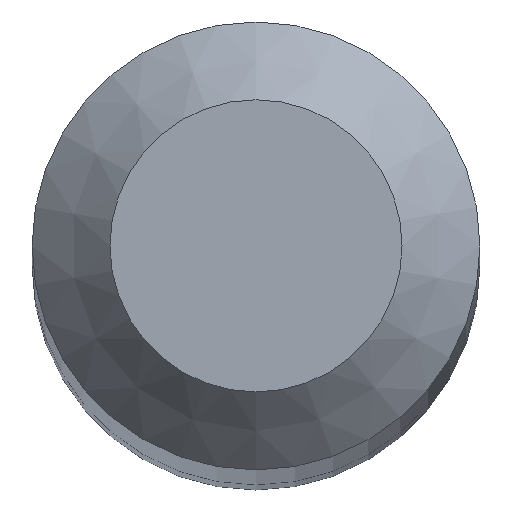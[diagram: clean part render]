
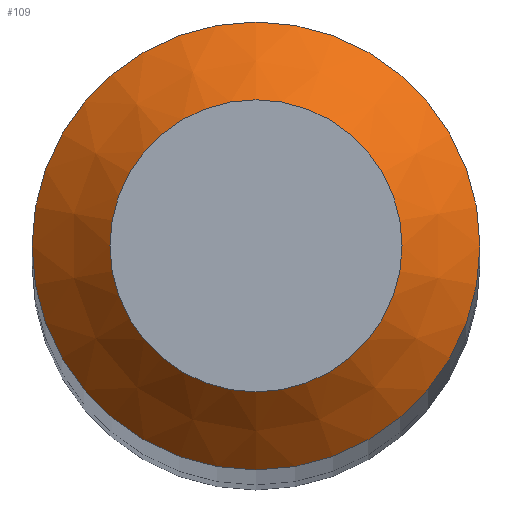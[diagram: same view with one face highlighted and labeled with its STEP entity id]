
A CAD part, top view. The second image highlights one B-rep face of the part: STEP entity #109.
In plain terms, the highlighted conical face has half-angle 45 degrees and reference radius 0.375 mm.
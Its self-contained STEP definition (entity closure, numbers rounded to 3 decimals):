
#15 = CARTESIAN_POINT ( 'NONE',  ( 0., 0., 30. ) ) ;
#16 = DIRECTION ( 'NONE',  ( 0., 1., 0. ) ) ;
#35 = DIRECTION ( 'NONE',  ( 0., 0., -1. ) ) ;
#40 = CONICAL_SURFACE ( 'NONE', #164, 0.375, 0.785 ) ;
#44 = FACE_BOUND ( 'NONE', #113, .T. ) ;
#46 = EDGE_LOOP ( 'NONE', ( #180 ) ) ;
#48 = EDGE_CURVE ( 'NONE', #168, #168, #179, .T. ) ;
#61 = DIRECTION ( 'NONE',  ( 0., 0., -1. ) ) ;
#62 = CIRCLE ( 'NONE', #106, 0.575 ) ;
#66 = CARTESIAN_POINT ( 'NONE',  ( 0., 0., 29.8 ) ) ;
#67 = CARTESIAN_POINT ( 'NONE',  ( 0., 0.575, 29.8 ) ) ;
#73 = EDGE_CURVE ( 'NONE', #201, #201, #62, .T. ) ;
#84 = CARTESIAN_POINT ( 'NONE',  ( 0., 0.375, 30. ) ) ;
#98 = FACE_OUTER_BOUND ( 'NONE', #46, .T. ) ;
#100 = DIRECTION ( 'NONE',  ( 0., 0., -1. ) ) ;
#106 = AXIS2_PLACEMENT_3D ( 'NONE', #66, #61, #185 ) ;
#109 = ADVANCED_FACE ( 'NONE', ( #98, #44 ), #40, .T. ) ;
#113 = EDGE_LOOP ( 'NONE', ( #170 ) ) ;
#115 = DIRECTION ( 'NONE',  ( 0., 1., 0. ) ) ;
#134 = AXIS2_PLACEMENT_3D ( 'NONE', #196, #35, #16 ) ;
#164 = AXIS2_PLACEMENT_3D ( 'NONE', #15, #100, #115 ) ;
#168 = VERTEX_POINT ( 'NONE', #84 ) ;
#170 = ORIENTED_EDGE ( 'NONE', *, *, #48, .T. ) ;
#179 = CIRCLE ( 'NONE', #134, 0.375 ) ;
#180 = ORIENTED_EDGE ( 'NONE', *, *, #73, .F. ) ;
#185 = DIRECTION ( 'NONE',  ( 0., 1., 0. ) ) ;
#196 = CARTESIAN_POINT ( 'NONE',  ( 0., 0., 30. ) ) ;
#201 = VERTEX_POINT ( 'NONE', #67 ) ;
